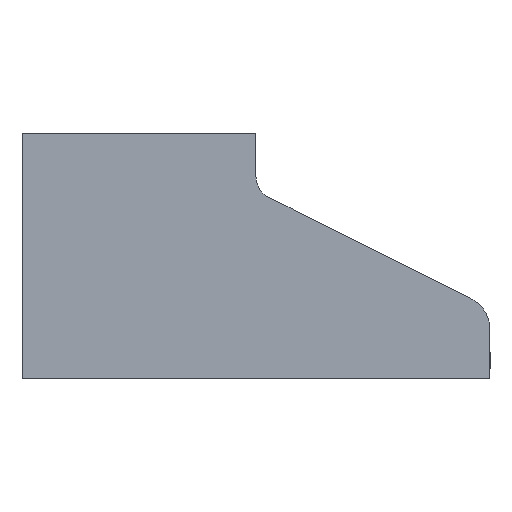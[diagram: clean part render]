
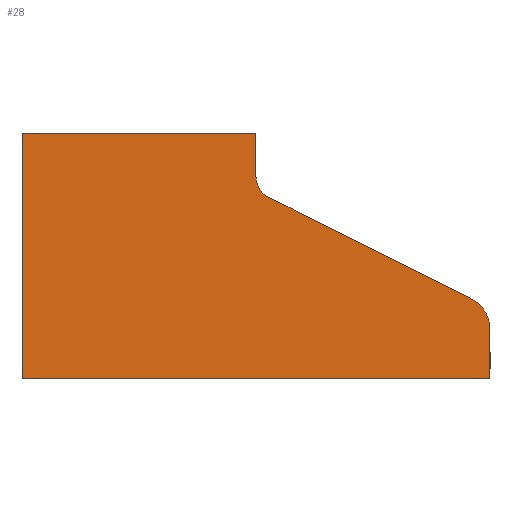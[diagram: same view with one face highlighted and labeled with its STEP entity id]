
A CAD part, front view. The second image highlights one B-rep face of the part: STEP entity #28.
In plain terms, the highlighted planar face has unit normal (0, -1, 0).
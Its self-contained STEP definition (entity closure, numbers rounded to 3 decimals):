
#28 = ADVANCED_FACE ( 'NONE', ( #302 ), #236, .F. ) ;
#151 = DIRECTION ( 'NONE',  ( 0., 1., 0. ) ) ;
#167 = DIRECTION ( 'NONE',  ( 0., 0., 1. ) ) ;
#236 = PLANE ( 'NONE',  #573 ) ;
#240 = CARTESIAN_POINT ( 'NONE',  ( -120., 0., -37.077 ) ) ;
#254 = EDGE_CURVE ( 'NONE', #1553, #1596, #351, .T. ) ;
#255 = EDGE_CURVE ( 'NONE', #1571, #1553, #352, .T. ) ;
#302 = FACE_OUTER_BOUND ( 'NONE', #846, .T. ) ;
#351 = CIRCLE ( 'NONE', #908, 20. ) ;
#352 = LINE ( 'NONE', #1035, #353 ) ;
#353 = VECTOR ( 'NONE', #1034, 1000. ) ;
#365 = LINE ( 'NONE', #1079, #381 ) ;
#381 = VECTOR ( 'NONE', #1075, 1000. ) ;
#411 = LINE ( 'NONE', #1113, #413 ) ;
#413 = VECTOR ( 'NONE', #1110, 1000. ) ;
#421 = CIRCLE ( 'NONE', #892, 30. ) ;
#425 = LINE ( 'NONE', #1134, #427 ) ;
#427 = VECTOR ( 'NONE', #1129, 1000. ) ;
#472 = LINE ( 'NONE', #1203, #475 ) ;
#475 = VECTOR ( 'NONE', #1204, 1000. ) ;
#514 = LINE ( 'NONE', #1259, #517 ) ;
#517 = VECTOR ( 'NONE', #1260, 1000. ) ;
#573 = AXIS2_PLACEMENT_3D ( 'NONE', #240, #151, #167 ) ;
#615 = ORIENTED_EDGE ( 'NONE', *, *, #943, .F. ) ;
#616 = ORIENTED_EDGE ( 'NONE', *, *, #952, .F. ) ;
#617 = ORIENTED_EDGE ( 'NONE', *, *, #926, .F. ) ;
#618 = ORIENTED_EDGE ( 'NONE', *, *, #1005, .T. ) ;
#619 = ORIENTED_EDGE ( 'NONE', *, *, #959, .T. ) ;
#620 = ORIENTED_EDGE ( 'NONE', *, *, #255, .T. ) ;
#621 = ORIENTED_EDGE ( 'NONE', *, *, #254, .T. ) ;
#622 = ORIENTED_EDGE ( 'NONE', *, *, #980, .T. ) ;
#846 = EDGE_LOOP ( 'NONE', ( #615, #616, #617, #618, #619, #620, #621, #622 ) ) ;
#892 = AXIS2_PLACEMENT_3D ( 'NONE', #1155, #1156, #1157 ) ;
#908 = AXIS2_PLACEMENT_3D ( 'NONE', #1036, #1037, #1038 ) ;
#926 = EDGE_CURVE ( 'NONE', #1581, #1583, #365, .T. ) ;
#943 = EDGE_CURVE ( 'NONE', #1528, #1573, #411, .T. ) ;
#952 = EDGE_CURVE ( 'NONE', #1583, #1528, #425, .T. ) ;
#959 = EDGE_CURVE ( 'NONE', #1570, #1571, #421, .T. ) ;
#980 = EDGE_CURVE ( 'NONE', #1596, #1573, #472, .T. ) ;
#1005 = EDGE_CURVE ( 'NONE', #1581, #1570, #514, .T. ) ;
#1034 = DIRECTION ( 'NONE',  ( -0.894, 0., 0.447 ) ) ;
#1035 = CARTESIAN_POINT ( 'NONE',  ( 311.056, 0., -54.966 ) ) ;
#1036 = CARTESIAN_POINT ( 'NONE',  ( 320., 0., -37.077 ) ) ;
#1037 = DIRECTION ( 'NONE',  ( 0., 1., 0. ) ) ;
#1038 = DIRECTION ( 'NONE',  ( 0., 0., 1. ) ) ;
#1075 = DIRECTION ( 'NONE',  ( -1., 0., 0. ) ) ;
#1079 = CARTESIAN_POINT ( 'NONE',  ( -300., 0., -210. ) ) ;
#1110 = DIRECTION ( 'NONE',  ( 1., 0., 0. ) ) ;
#1113 = CARTESIAN_POINT ( 'NONE',  ( -100., 0., 0. ) ) ;
#1129 = DIRECTION ( 'NONE',  ( 0., 0., 1. ) ) ;
#1134 = CARTESIAN_POINT ( 'NONE',  ( 100., 0., 0. ) ) ;
#1155 = CARTESIAN_POINT ( 'NONE',  ( 470., 0., -167.979 ) ) ;
#1156 = DIRECTION ( 'NONE',  ( 0., -1., 0. ) ) ;
#1157 = DIRECTION ( 'NONE',  ( 0., 0., 1. ) ) ;
#1203 = CARTESIAN_POINT ( 'NONE',  ( 300., 0., 0. ) ) ;
#1204 = DIRECTION ( 'NONE',  ( 0., 0., 1. ) ) ;
#1259 = CARTESIAN_POINT ( 'NONE',  ( 500., 0., -167.979 ) ) ;
#1260 = DIRECTION ( 'NONE',  ( 0., 0., 1. ) ) ;
#1364 = CARTESIAN_POINT ( 'NONE',  ( 100., 0., 0. ) ) ;
#1393 = CARTESIAN_POINT ( 'NONE',  ( 311.056, 0., -54.966 ) ) ;
#1409 = CARTESIAN_POINT ( 'NONE',  ( 500., 0., -167.979 ) ) ;
#1410 = CARTESIAN_POINT ( 'NONE',  ( 483.416, 0., -141.146 ) ) ;
#1412 = CARTESIAN_POINT ( 'NONE',  ( 300., 0., 0. ) ) ;
#1420 = CARTESIAN_POINT ( 'NONE',  ( 500., 0., -210. ) ) ;
#1422 = CARTESIAN_POINT ( 'NONE',  ( 100., 0., -210. ) ) ;
#1435 = CARTESIAN_POINT ( 'NONE',  ( 300., 0., -37.077 ) ) ;
#1528 = VERTEX_POINT ( 'NONE', #1364 ) ;
#1553 = VERTEX_POINT ( 'NONE', #1393 ) ;
#1570 = VERTEX_POINT ( 'NONE', #1409 ) ;
#1571 = VERTEX_POINT ( 'NONE', #1410 ) ;
#1573 = VERTEX_POINT ( 'NONE', #1412 ) ;
#1581 = VERTEX_POINT ( 'NONE', #1420 ) ;
#1583 = VERTEX_POINT ( 'NONE', #1422 ) ;
#1596 = VERTEX_POINT ( 'NONE', #1435 ) ;
